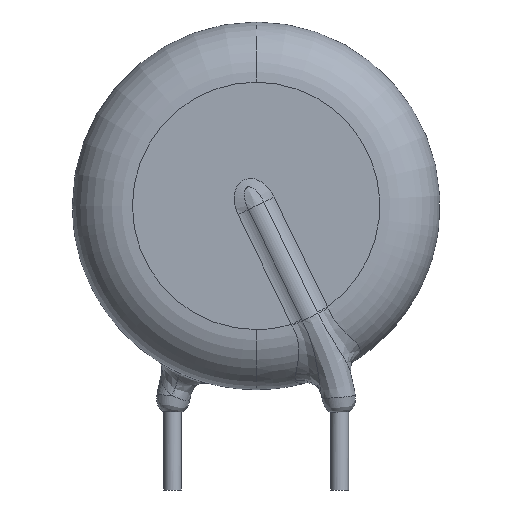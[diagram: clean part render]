
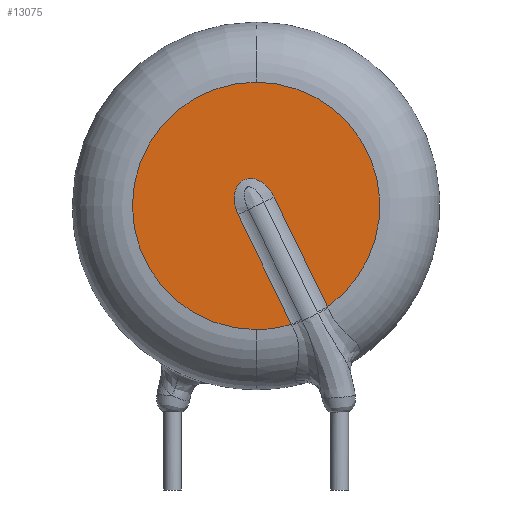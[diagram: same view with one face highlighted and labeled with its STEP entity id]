
A CAD part, front view. The second image highlights one B-rep face of the part: STEP entity #13075.
In plain terms, the highlighted planar face has unit normal (0, -1, 0).
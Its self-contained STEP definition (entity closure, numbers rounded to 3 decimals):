
#308 = EDGE_CURVE ( 'NONE', #4641, #16346, #6264, .T. ) ;
#345 = ORIENTED_EDGE ( 'NONE', *, *, #8689, .T. ) ;
#537 = CARTESIAN_POINT ( 'NONE',  ( 0.141, -2.7, 10.38 ) ) ;
#993 = DIRECTION ( 'NONE',  ( 0., 0., 1. ) ) ;
#1384 = CARTESIAN_POINT ( 'NONE',  ( -0.931, -2.7, 9.979 ) ) ;
#1526 = CARTESIAN_POINT ( 'NONE',  ( 0., -2.7, 9.25 ) ) ;
#2017 = CARTESIAN_POINT ( 'NONE',  ( 3.202, -2.7, 4.717 ) ) ;
#2622 = CARTESIAN_POINT ( 'NONE',  ( -0.279, -2.7, 10.49 ) ) ;
#2643 = DIRECTION ( 'NONE',  ( 0., 1., 0. ) ) ;
#2646 = ORIENTED_EDGE ( 'NONE', *, *, #10970, .F. ) ;
#2706 = CARTESIAN_POINT ( 'NONE',  ( -0.98, -2.7, 9.404 ) ) ;
#3358 = AXIS2_PLACEMENT_3D ( 'NONE', #14460, #11986, #993 ) ;
#3465 = VECTOR ( 'NONE', #11492, 1000. ) ;
#3558 = CARTESIAN_POINT ( 'NONE',  ( -0.811, -2.7, 8.856 ) ) ;
#3599 = VERTEX_POINT ( 'NONE', #9416 ) ;
#4019 = CARTESIAN_POINT ( 'NONE',  ( -0.811, -2.7, 8.856 ) ) ;
#4188 = CARTESIAN_POINT ( 'NONE',  ( 0.811, -2.7, 9.644 ) ) ;
#4477 = CIRCLE ( 'NONE', #3358, 5.55 ) ;
#4641 = VERTEX_POINT ( 'NONE', #4019 ) ;
#4878 = DIRECTION ( 'NONE',  ( 0.437, 0., -0.9 ) ) ;
#5492 = CARTESIAN_POINT ( 'NONE',  ( 0.485, -2.7, 10.119 ) ) ;
#5813 = CARTESIAN_POINT ( 'NONE',  ( 0.811, -2.7, 9.644 ) ) ;
#6264 = B_SPLINE_CURVE_WITH_KNOTS ( 'NONE', 3,
 ( #13938, #12603, #16196, #2706, #9984, #6641, #1384, #8151, #9410, #10990, #2622, #12036, #537, #10727, #5492, #16116, #6903, #4188 ),
 .UNSPECIFIED., .F., .F.,
 ( 4, 2, 2, 2, 2, 2, 2, 2, 4 ),
 ( 0., 0., 0.001, 0.001, 0.002, 0.002, 0.003, 0.003, 0.003 ),
 .UNSPECIFIED. ) ;
#6585 = EDGE_LOOP ( 'NONE', ( #2646, #345, #10735, #9639, #11045, #10376 ) ) ;
#6641 = CARTESIAN_POINT ( 'NONE',  ( -0.967, -2.7, 9.836 ) ) ;
#6841 = FACE_OUTER_BOUND ( 'NONE', #6585, .T. ) ;
#6903 = CARTESIAN_POINT ( 'NONE',  ( 0.748, -2.7, 9.774 ) ) ;
#7696 = VECTOR ( 'NONE', #4878, 1000. ) ;
#8151 = CARTESIAN_POINT ( 'NONE',  ( -0.793, -2.7, 10.236 ) ) ;
#8371 = EDGE_CURVE ( 'NONE', #16346, #14297, #10551, .T. ) ;
#8689 = EDGE_CURVE ( 'NONE', #12760, #4641, #15741, .T. ) ;
#8861 = CARTESIAN_POINT ( 'NONE',  ( 1.581, -2.7, 3.93 ) ) ;
#9410 = CARTESIAN_POINT ( 'NONE',  ( -0.689, -2.7, 10.345 ) ) ;
#9416 = CARTESIAN_POINT ( 'NONE',  ( 0., -2.7, 3.7 ) ) ;
#9636 = DIRECTION ( 'NONE',  ( 0., 0., 1. ) ) ;
#9639 = ORIENTED_EDGE ( 'NONE', *, *, #8371, .T. ) ;
#9705 = CIRCLE ( 'NONE', #13620, 5.55 ) ;
#9822 = CARTESIAN_POINT ( 'NONE',  ( 0., -2.7, 9.25 ) ) ;
#9984 = CARTESIAN_POINT ( 'NONE',  ( -0.991, -2.7, 9.55 ) ) ;
#10376 = ORIENTED_EDGE ( 'NONE', *, *, #15850, .F. ) ;
#10523 = VERTEX_POINT ( 'NONE', #16885 ) ;
#10551 = LINE ( 'NONE', #11612, #7696 ) ;
#10650 = PLANE ( 'NONE',  #14735 ) ;
#10727 = CARTESIAN_POINT ( 'NONE',  ( 0.381, -2.7, 10.218 ) ) ;
#10735 = ORIENTED_EDGE ( 'NONE', *, *, #308, .T. ) ;
#10913 = DIRECTION ( 'NONE',  ( 0., 0., 1. ) ) ;
#10970 = EDGE_CURVE ( 'NONE', #12760, #3599, #16856, .T. ) ;
#10990 = CARTESIAN_POINT ( 'NONE',  ( -0.431, -2.7, 10.473 ) ) ;
#11045 = ORIENTED_EDGE ( 'NONE', *, *, #12663, .F. ) ;
#11492 = DIRECTION ( 'NONE',  ( -0.437, 0., 0.9 ) ) ;
#11498 = AXIS2_PLACEMENT_3D ( 'NONE', #1526, #13491, #9636 ) ;
#11612 = CARTESIAN_POINT ( 'NONE',  ( 0.811, -2.7, 9.644 ) ) ;
#11986 = DIRECTION ( 'NONE',  ( 0., 1., 0. ) ) ;
#12036 = CARTESIAN_POINT ( 'NONE',  ( 0.007, -2.7, 10.442 ) ) ;
#12603 = CARTESIAN_POINT ( 'NONE',  ( -0.874, -2.7, 8.987 ) ) ;
#12663 = EDGE_CURVE ( 'NONE', #10523, #14297, #9705, .T. ) ;
#12760 = VERTEX_POINT ( 'NONE', #8861 ) ;
#13075 = ADVANCED_FACE ( 'NONE', ( #6841 ), #10650, .F. ) ;
#13491 = DIRECTION ( 'NONE',  ( 0., 1., 0. ) ) ;
#13620 = AXIS2_PLACEMENT_3D ( 'NONE', #9822, #15033, #15376 ) ;
#13640 = CARTESIAN_POINT ( 'NONE',  ( 0., -2.7, 9.25 ) ) ;
#13938 = CARTESIAN_POINT ( 'NONE',  ( -0.811, -2.7, 8.856 ) ) ;
#14297 = VERTEX_POINT ( 'NONE', #2017 ) ;
#14460 = CARTESIAN_POINT ( 'NONE',  ( 0., -2.7, 9.25 ) ) ;
#14735 = AXIS2_PLACEMENT_3D ( 'NONE', #13640, #2643, #10913 ) ;
#15033 = DIRECTION ( 'NONE',  ( 0., 1., 0. ) ) ;
#15376 = DIRECTION ( 'NONE',  ( 0., 0., 1. ) ) ;
#15741 = LINE ( 'NONE', #3558, #3465 ) ;
#15850 = EDGE_CURVE ( 'NONE', #3599, #10523, #4477, .T. ) ;
#16116 = CARTESIAN_POINT ( 'NONE',  ( 0.67, -2.7, 9.896 ) ) ;
#16196 = CARTESIAN_POINT ( 'NONE',  ( -0.921, -2.7, 9.122 ) ) ;
#16346 = VERTEX_POINT ( 'NONE', #5813 ) ;
#16856 = CIRCLE ( 'NONE', #11498, 5.55 ) ;
#16885 = CARTESIAN_POINT ( 'NONE',  ( 0., -2.7, 14.8 ) ) ;
